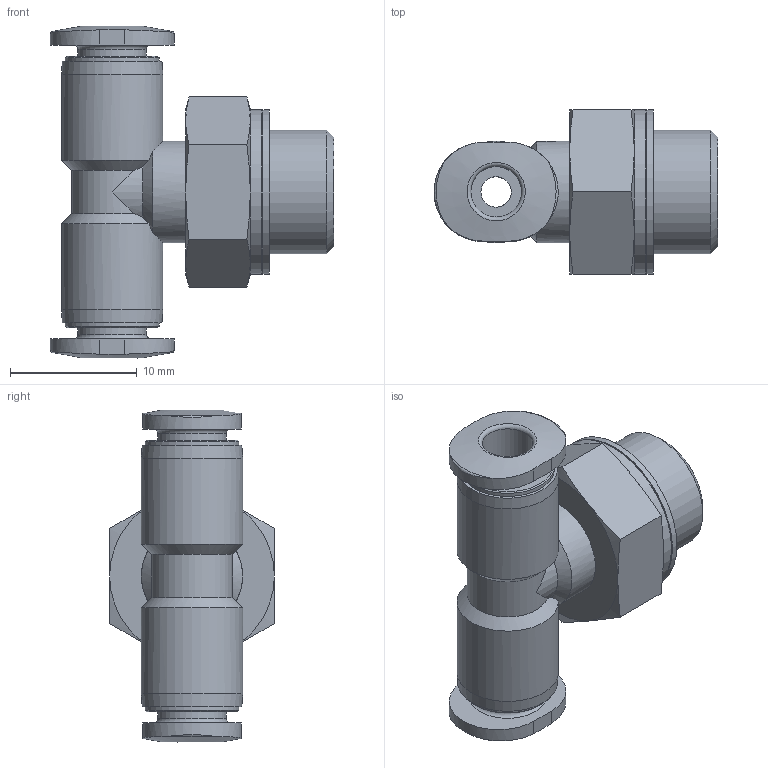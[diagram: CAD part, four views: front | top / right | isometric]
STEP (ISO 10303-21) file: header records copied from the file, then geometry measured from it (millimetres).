
FILE_DESCRIPTION(/* description */ ('STEP AP214'),/* implementation_level */ '2;1');
FILE_NAME(/* name */ '186272_QSMT-G1_8-4',/* time_stamp */ '2024-09-14T13:41:29+02:00',/* author */ ('License CC BY-ND 4.0'),/* organization */ ('CADENAS'),/* preprocessor_version */ 'ST-DEVELOPER v19.3',/* originating_system */ 'PARTsolutions',/* authorisation */ ' ');
FILE_SCHEMA (('AUTOMOTIVE_DESIGN {1 0 10303 214 3 1 1}'));
Length unit declared in the file: millimetre
Products named in the file (1): 186272 QSMT-G1/8-4
Bounding box: 22.4 x 13 x 26.2 mm (x, y, z)
Volume: 2278.4 mm3; surface area: 1998.2 mm2
Topology: 1 solids, 1 shells, 76 faces, 178 edges, 113 vertices
Faces by surface type: cone 25, plane 22, cylinder 21, torus 8
Full cylindrical faces by diameter (mm): 2.4 x2, 4 x2, 5.4 x2, 7.4 x2, 8 x3, 9.728 x1, 13 x2
Entity records: 2600 total; most frequent: CARTESIAN_POINT 495, DIRECTION 312, ORIENTED_EDGE 288, AXIS2_PLACEMENT_3D 147, EDGE_CURVE 144, EDGE_LOOP 116, FACE_BOUND 116, VERTEX_POINT 106
